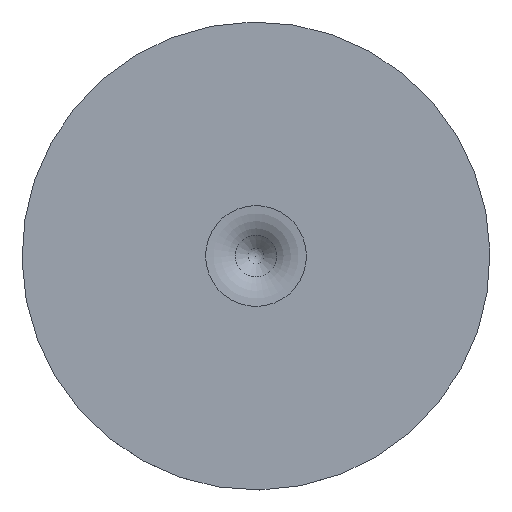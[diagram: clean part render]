
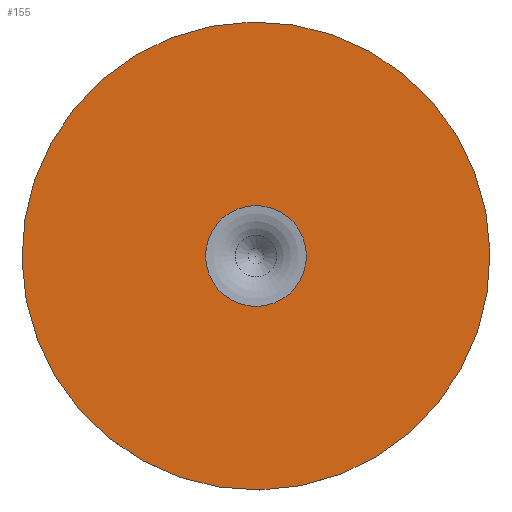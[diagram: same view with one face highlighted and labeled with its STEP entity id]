
A CAD part, top view. The second image highlights one B-rep face of the part: STEP entity #155.
In plain terms, the highlighted planar face has unit normal (0, 0, 1).
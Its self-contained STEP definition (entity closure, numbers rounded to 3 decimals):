
#116=CARTESIAN_POINT('',(3.915,5.789,34.595));
#117=VERTEX_POINT('',#116);
#126=CARTESIAN_POINT('',(0.,-5.555,34.595));
#127=DIRECTION('',(-0.,-0.,1.));
#128=DIRECTION('',(0.326,0.945,0.));
#129=AXIS2_PLACEMENT_3D('',#126,#127,#128);
#130=CIRCLE('',#129,12.);
#131=EDGE_CURVE('',#117,#117,#130,.T.);
#136=CARTESIAN_POINT('',(-0.843,-7.999,34.595));
#137=DIRECTION('',(-0.,-0.,1.));
#138=DIRECTION('',(0.326,0.945,0.));
#139=AXIS2_PLACEMENT_3D('',#136,#137,#138);
#140=PLANE('',#139);
#141=CARTESIAN_POINT('',(0.843,-3.111,34.595));
#142=VERTEX_POINT('',#141);
#143=CARTESIAN_POINT('',(0.,-5.555,34.595));
#144=DIRECTION('',(-0.,-0.,1.));
#145=DIRECTION('',(0.326,0.945,0.));
#146=AXIS2_PLACEMENT_3D('',#143,#144,#145);
#147=CIRCLE('',#146,2.585);
#148=EDGE_CURVE('',#142,#142,#147,.T.);
#149=ORIENTED_EDGE('',*,*,#148,.F.);
#150=EDGE_LOOP('',(#149));
#151=FACE_BOUND('',#150,.T.);
#152=ORIENTED_EDGE('',*,*,#131,.T.);
#153=EDGE_LOOP('',(#152));
#154=FACE_BOUND('',#153,.T.);
#155=ADVANCED_FACE('',(#151,#154),#140,.T.);
